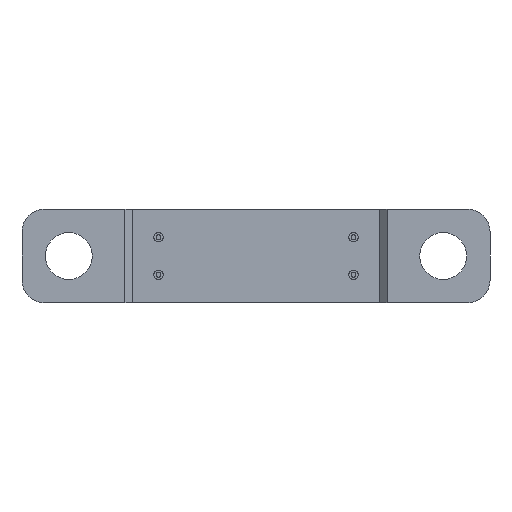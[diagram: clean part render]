
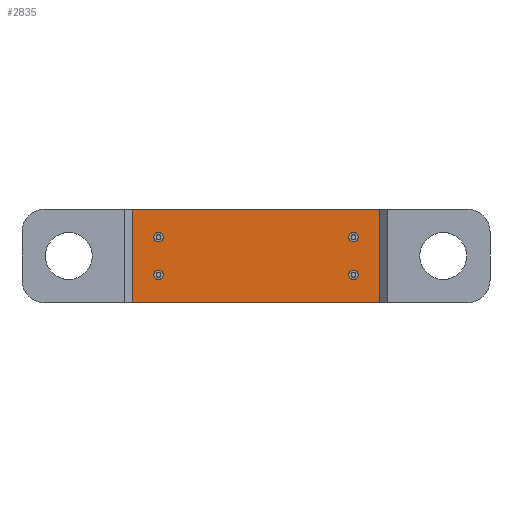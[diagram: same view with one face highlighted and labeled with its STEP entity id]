
A CAD part, front view. The second image highlights one B-rep face of the part: STEP entity #2835.
In plain terms, the highlighted planar face has unit normal (0, -1, 0).
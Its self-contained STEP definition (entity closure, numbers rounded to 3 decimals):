
#39 = ORIENTED_EDGE ( 'NONE', *, *, #3229, .F. ) ;
#53 = VERTEX_POINT ( 'NONE', #2990 ) ;
#72 = ORIENTED_EDGE ( 'NONE', *, *, #1710, .F. ) ;
#93 = CARTESIAN_POINT ( 'NONE',  ( 8.382, 0.508, -3.175 ) ) ;
#144 = CARTESIAN_POINT ( 'NONE',  ( 6.617, 0.508, 1.588 ) ) ;
#146 = ORIENTED_EDGE ( 'NONE', *, *, #818, .F. ) ;
#162 = CIRCLE ( 'NONE', #2091, 0.318 ) ;
#178 = DIRECTION ( 'NONE',  ( 0., 0., 1. ) ) ;
#214 = CARTESIAN_POINT ( 'NONE',  ( -9.081, 0.508, 3.175 ) ) ;
#215 = EDGE_CURVE ( 'NONE', #929, #53, #2545, .T. ) ;
#220 = CIRCLE ( 'NONE', #1562, 0.318 ) ;
#287 = FACE_BOUND ( 'NONE', #371, .T. ) ;
#319 = AXIS2_PLACEMENT_3D ( 'NONE', #823, #2080, #586 ) ;
#322 = DIRECTION ( 'NONE',  ( 0., -1., 0. ) ) ;
#371 = EDGE_LOOP ( 'NONE', ( #1315, #1206 ) ) ;
#421 = VERTEX_POINT ( 'NONE', #144 ) ;
#443 = LINE ( 'NONE', #1479, #1688 ) ;
#446 = DIRECTION ( 'NONE',  ( 0., -1., 0. ) ) ;
#457 = DIRECTION ( 'NONE',  ( 1., 0., 0. ) ) ;
#539 = PLANE ( 'NONE',  #2549 ) ;
#554 = CARTESIAN_POINT ( 'NONE',  ( -8.382, 0.508, -3.175 ) ) ;
#580 = VERTEX_POINT ( 'NONE', #1503 ) ;
#584 = VERTEX_POINT ( 'NONE', #1749 ) ;
#586 = DIRECTION ( 'NONE',  ( 0., 0., -1. ) ) ;
#648 = ORIENTED_EDGE ( 'NONE', *, *, #2156, .F. ) ;
#681 = CARTESIAN_POINT ( 'NONE',  ( 6.617, 0.508, 0.953 ) ) ;
#686 = ORIENTED_EDGE ( 'NONE', *, *, #2749, .F. ) ;
#705 = CARTESIAN_POINT ( 'NONE',  ( -6.617, 0.508, 1.588 ) ) ;
#707 = DIRECTION ( 'NONE',  ( 0., -1., 0. ) ) ;
#775 = ORIENTED_EDGE ( 'NONE', *, *, #2493, .F. ) ;
#799 = DIRECTION ( 'NONE',  ( -1., 0., 0. ) ) ;
#809 = CARTESIAN_POINT ( 'NONE',  ( -8.382, 0.508, -3.175 ) ) ;
#818 = EDGE_CURVE ( 'NONE', #2785, #1716, #2240, .T. ) ;
#823 = CARTESIAN_POINT ( 'NONE',  ( 6.617, 0.508, -1.27 ) ) ;
#829 = CARTESIAN_POINT ( 'NONE',  ( -6.617, 0.508, 1.27 ) ) ;
#896 = AXIS2_PLACEMENT_3D ( 'NONE', #1805, #322, #2063 ) ;
#929 = VERTEX_POINT ( 'NONE', #1364 ) ;
#1004 = EDGE_LOOP ( 'NONE', ( #146, #1798, #775, #2762 ) ) ;
#1023 = AXIS2_PLACEMENT_3D ( 'NONE', #2892, #1384, #3144 ) ;
#1054 = VERTEX_POINT ( 'NONE', #1656 ) ;
#1068 = DIRECTION ( 'NONE',  ( -1., 0., 0. ) ) ;
#1072 = DIRECTION ( 'NONE',  ( 0., 0., -1. ) ) ;
#1108 = EDGE_LOOP ( 'NONE', ( #686, #72 ) ) ;
#1184 = EDGE_CURVE ( 'NONE', #1054, #2785, #443, .T. ) ;
#1194 = CARTESIAN_POINT ( 'NONE',  ( 6.617, 0.508, -1.588 ) ) ;
#1206 = ORIENTED_EDGE ( 'NONE', *, *, #1646, .F. ) ;
#1315 = ORIENTED_EDGE ( 'NONE', *, *, #1353, .F. ) ;
#1322 = DIRECTION ( 'NONE',  ( 0., -1., 0. ) ) ;
#1324 = EDGE_LOOP ( 'NONE', ( #648, #39 ) ) ;
#1353 = EDGE_CURVE ( 'NONE', #1836, #421, #2633, .T. ) ;
#1354 = CARTESIAN_POINT ( 'NONE',  ( -8.382, 0.508, 3.175 ) ) ;
#1364 = CARTESIAN_POINT ( 'NONE',  ( -6.617, 0.508, -0.953 ) ) ;
#1384 = DIRECTION ( 'NONE',  ( 0., -1., 0. ) ) ;
#1450 = FACE_BOUND ( 'NONE', #1813, .T. ) ;
#1468 = CARTESIAN_POINT ( 'NONE',  ( 6.617, 0.508, -1.27 ) ) ;
#1479 = CARTESIAN_POINT ( 'NONE',  ( 8.382, 0.508, -3.175 ) ) ;
#1503 = CARTESIAN_POINT ( 'NONE',  ( 6.617, 0.508, -0.953 ) ) ;
#1542 = VERTEX_POINT ( 'NONE', #705 ) ;
#1562 = AXIS2_PLACEMENT_3D ( 'NONE', #829, #2574, #1072 ) ;
#1569 = CARTESIAN_POINT ( 'NONE',  ( -8.382, 0.508, -3.175 ) ) ;
#1604 = CIRCLE ( 'NONE', #319, 0.318 ) ;
#1646 = EDGE_CURVE ( 'NONE', #421, #1836, #2207, .T. ) ;
#1656 = CARTESIAN_POINT ( 'NONE',  ( 8.382, 0.508, 3.175 ) ) ;
#1667 = AXIS2_PLACEMENT_3D ( 'NONE', #1945, #446, #2200 ) ;
#1688 = VECTOR ( 'NONE', #1728, 1000. ) ;
#1710 = EDGE_CURVE ( 'NONE', #1542, #584, #220, .T. ) ;
#1713 = DIRECTION ( 'NONE',  ( 0., 0., -1. ) ) ;
#1716 = VERTEX_POINT ( 'NONE', #809 ) ;
#1724 = CIRCLE ( 'NONE', #1767, 0.318 ) ;
#1728 = DIRECTION ( 'NONE',  ( 0., 0., -1. ) ) ;
#1749 = CARTESIAN_POINT ( 'NONE',  ( -6.617, 0.508, 0.953 ) ) ;
#1767 = AXIS2_PLACEMENT_3D ( 'NONE', #2832, #1322, #3084 ) ;
#1798 = ORIENTED_EDGE ( 'NONE', *, *, #1184, .F. ) ;
#1805 = CARTESIAN_POINT ( 'NONE',  ( 6.617, 0.508, 1.27 ) ) ;
#1813 = EDGE_LOOP ( 'NONE', ( #3051, #3163 ) ) ;
#1818 = VERTEX_POINT ( 'NONE', #1354 ) ;
#1836 = VERTEX_POINT ( 'NONE', #681 ) ;
#1919 = CARTESIAN_POINT ( 'NONE',  ( -8.382, 0.508, -3.175 ) ) ;
#1945 = CARTESIAN_POINT ( 'NONE',  ( -6.617, 0.508, -1.27 ) ) ;
#2063 = DIRECTION ( 'NONE',  ( 0., 0., -1. ) ) ;
#2080 = DIRECTION ( 'NONE',  ( 0., -1., 0. ) ) ;
#2091 = AXIS2_PLACEMENT_3D ( 'NONE', #2202, #707, #2447 ) ;
#2124 = FACE_BOUND ( 'NONE', #1324, .T. ) ;
#2156 = EDGE_CURVE ( 'NONE', #2481, #580, #1604, .T. ) ;
#2195 = FACE_OUTER_BOUND ( 'NONE', #1004, .T. ) ;
#2200 = DIRECTION ( 'NONE',  ( 0., 0., -1. ) ) ;
#2202 = CARTESIAN_POINT ( 'NONE',  ( -6.617, 0.508, -1.27 ) ) ;
#2207 = CIRCLE ( 'NONE', #896, 0.318 ) ;
#2218 = LINE ( 'NONE', #1919, #2885 ) ;
#2240 = LINE ( 'NONE', #1569, #2828 ) ;
#2288 = DIRECTION ( 'NONE',  ( 0., 1., 0. ) ) ;
#2416 = AXIS2_PLACEMENT_3D ( 'NONE', #1468, #3221, #1713 ) ;
#2447 = DIRECTION ( 'NONE',  ( 0., 0., -1. ) ) ;
#2481 = VERTEX_POINT ( 'NONE', #1194 ) ;
#2493 = EDGE_CURVE ( 'NONE', #1818, #1054, #2607, .T. ) ;
#2532 = VECTOR ( 'NONE', #457, 1000. ) ;
#2535 = EDGE_CURVE ( 'NONE', #1716, #1818, #2218, .T. ) ;
#2545 = CIRCLE ( 'NONE', #1667, 0.318 ) ;
#2549 = AXIS2_PLACEMENT_3D ( 'NONE', #554, #2288, #799 ) ;
#2573 = CIRCLE ( 'NONE', #2416, 0.318 ) ;
#2574 = DIRECTION ( 'NONE',  ( 0., -1., 0. ) ) ;
#2607 = LINE ( 'NONE', #214, #2532 ) ;
#2633 = CIRCLE ( 'NONE', #1023, 0.318 ) ;
#2749 = EDGE_CURVE ( 'NONE', #584, #1542, #1724, .T. ) ;
#2762 = ORIENTED_EDGE ( 'NONE', *, *, #2535, .F. ) ;
#2785 = VERTEX_POINT ( 'NONE', #93 ) ;
#2792 = FACE_BOUND ( 'NONE', #1108, .T. ) ;
#2828 = VECTOR ( 'NONE', #1068, 1000. ) ;
#2832 = CARTESIAN_POINT ( 'NONE',  ( -6.617, 0.508, 1.27 ) ) ;
#2835 = ADVANCED_FACE ( 'NONE', ( #287, #2124, #2792, #2195, #1450 ), #539, .F. ) ;
#2885 = VECTOR ( 'NONE', #178, 1000. ) ;
#2892 = CARTESIAN_POINT ( 'NONE',  ( 6.617, 0.508, 1.27 ) ) ;
#2990 = CARTESIAN_POINT ( 'NONE',  ( -6.617, 0.508, -1.588 ) ) ;
#3051 = ORIENTED_EDGE ( 'NONE', *, *, #3121, .F. ) ;
#3084 = DIRECTION ( 'NONE',  ( 0., 0., -1. ) ) ;
#3121 = EDGE_CURVE ( 'NONE', #53, #929, #162, .T. ) ;
#3144 = DIRECTION ( 'NONE',  ( 0., 0., -1. ) ) ;
#3163 = ORIENTED_EDGE ( 'NONE', *, *, #215, .F. ) ;
#3221 = DIRECTION ( 'NONE',  ( 0., -1., 0. ) ) ;
#3229 = EDGE_CURVE ( 'NONE', #580, #2481, #2573, .T. ) ;
